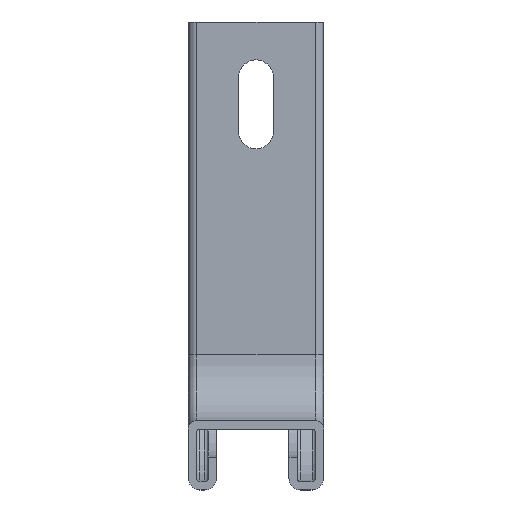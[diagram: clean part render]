
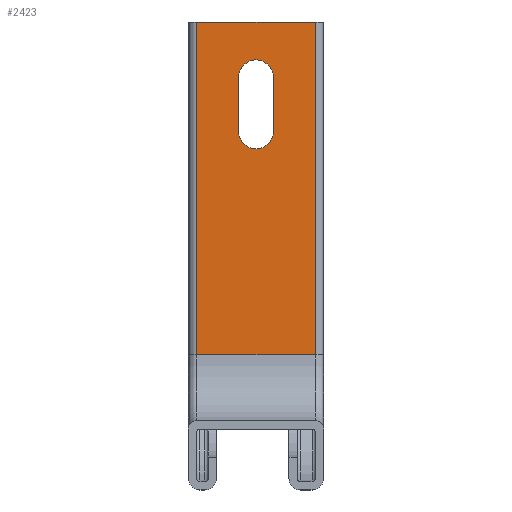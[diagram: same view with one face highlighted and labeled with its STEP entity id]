
A CAD part, front view. The second image highlights one B-rep face of the part: STEP entity #2423.
In plain terms, the highlighted planar face has unit normal (0, -1, 0).
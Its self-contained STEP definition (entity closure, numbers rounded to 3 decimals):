
#460 = EDGE_CURVE ( 'NONE', #1411, #1410, #2256, .T. ) ;
#517 = AXIS2_PLACEMENT_3D ( 'NONE', #3089, #3090, #3091 ) ;
#556 = CARTESIAN_POINT ( 'NONE',  ( 5.25, 0., 0. ) ) ;
#557 = DIRECTION ( 'NONE',  ( 0., 0., -1. ) ) ;
#560 = CARTESIAN_POINT ( 'NONE',  ( 18., 0., -101. ) ) ;
#562 = CARTESIAN_POINT ( 'NONE',  ( 0., 0., -33.25 ) ) ;
#563 = DIRECTION ( 'NONE',  ( 0., -1., 0. ) ) ;
#564 = DIRECTION ( 'NONE',  ( 1., 0., 0. ) ) ;
#565 = CARTESIAN_POINT ( 'NONE',  ( -5.25, 0., 0. ) ) ;
#566 = DIRECTION ( 'NONE',  ( 0., 0., -1. ) ) ;
#567 = CARTESIAN_POINT ( 'NONE',  ( -20.5, 0., -101. ) ) ;
#568 = DIRECTION ( 'NONE',  ( 1., 0., 0. ) ) ;
#569 = DIRECTION ( 'NONE',  ( 0., 0., 1. ) ) ;
#570 = CARTESIAN_POINT ( 'NONE',  ( -20.5, 0., 0. ) ) ;
#571 = DIRECTION ( 'NONE',  ( 1., 0., 0. ) ) ;
#572 = CARTESIAN_POINT ( 'NONE',  ( -18., 0., -101. ) ) ;
#573 = DIRECTION ( 'NONE',  ( 0., 0., -1. ) ) ;
#853 = FACE_BOUND ( 'NONE', #1697, .T. ) ;
#860 = FACE_OUTER_BOUND ( 'NONE', #1699, .T. ) ;
#983 = LINE ( 'NONE', #556, #986 ) ;
#985 = CIRCLE ( 'NONE', #3443, 5.25 ) ;
#986 = VECTOR ( 'NONE', #557, 1000. ) ;
#989 = LINE ( 'NONE', #560, #997 ) ;
#990 = LINE ( 'NONE', #565, #993 ) ;
#992 = LINE ( 'NONE', #567, #995 ) ;
#993 = VECTOR ( 'NONE', #566, 1000. ) ;
#995 = VECTOR ( 'NONE', #568, 1000. ) ;
#996 = LINE ( 'NONE', #570, #999 ) ;
#997 = VECTOR ( 'NONE', #569, 1000. ) ;
#998 = LINE ( 'NONE', #572, #1001 ) ;
#999 = VECTOR ( 'NONE', #571, 1000. ) ;
#1001 = VECTOR ( 'NONE', #573, 1000. ) ;
#1159 = CARTESIAN_POINT ( 'NONE',  ( -5.25, 0., -33.25 ) ) ;
#1165 = CARTESIAN_POINT ( 'NONE',  ( -5.25, 0., -16.75 ) ) ;
#1166 = CARTESIAN_POINT ( 'NONE',  ( 5.25, 0., -16.75 ) ) ;
#1167 = CARTESIAN_POINT ( 'NONE',  ( 18., 0., -101. ) ) ;
#1168 = CARTESIAN_POINT ( 'NONE',  ( 5.25, 0., -33.25 ) ) ;
#1170 = CARTESIAN_POINT ( 'NONE',  ( -18., 0., -101. ) ) ;
#1171 = CARTESIAN_POINT ( 'NONE',  ( -18., 0., 0. ) ) ;
#1172 = CARTESIAN_POINT ( 'NONE',  ( 18., 0., 0. ) ) ;
#1404 = VERTEX_POINT ( 'NONE', #1159 ) ;
#1410 = VERTEX_POINT ( 'NONE', #1165 ) ;
#1411 = VERTEX_POINT ( 'NONE', #1166 ) ;
#1412 = VERTEX_POINT ( 'NONE', #1167 ) ;
#1413 = VERTEX_POINT ( 'NONE', #1168 ) ;
#1415 = VERTEX_POINT ( 'NONE', #1170 ) ;
#1416 = VERTEX_POINT ( 'NONE', #1171 ) ;
#1417 = VERTEX_POINT ( 'NONE', #1172 ) ;
#1697 = EDGE_LOOP ( 'NONE', ( #2060, #2574, #2061, #2059 ) ) ;
#1699 = EDGE_LOOP ( 'NONE', ( #2058, #2051, #2049, #2065 ) ) ;
#2049 = ORIENTED_EDGE ( 'NONE', *, *, #2708, .F. ) ;
#2051 = ORIENTED_EDGE ( 'NONE', *, *, #2707, .T. ) ;
#2058 = ORIENTED_EDGE ( 'NONE', *, *, #2706, .T. ) ;
#2059 = ORIENTED_EDGE ( 'NONE', *, *, #2703, .F. ) ;
#2060 = ORIENTED_EDGE ( 'NONE', *, *, #2705, .F. ) ;
#2061 = ORIENTED_EDGE ( 'NONE', *, *, #2701, .T. ) ;
#2065 = ORIENTED_EDGE ( 'NONE', *, *, #2709, .T. ) ;
#2256 = CIRCLE ( 'NONE', #517, 5.25 ) ;
#2423 = ADVANCED_FACE ( 'NONE', ( #853, #860 ), #3193, .T. ) ;
#2499 = AXIS2_PLACEMENT_3D ( 'NONE', #3189, #3197, #3198 ) ;
#2574 = ORIENTED_EDGE ( 'NONE', *, *, #460, .F. ) ;
#2701 = EDGE_CURVE ( 'NONE', #1411, #1413, #983, .T. ) ;
#2703 = EDGE_CURVE ( 'NONE', #1404, #1413, #985, .T. ) ;
#2705 = EDGE_CURVE ( 'NONE', #1410, #1404, #990, .T. ) ;
#2706 = EDGE_CURVE ( 'NONE', #1415, #1412, #992, .T. ) ;
#2707 = EDGE_CURVE ( 'NONE', #1412, #1417, #989, .T. ) ;
#2708 = EDGE_CURVE ( 'NONE', #1416, #1417, #996, .T. ) ;
#2709 = EDGE_CURVE ( 'NONE', #1416, #1415, #998, .T. ) ;
#3089 = CARTESIAN_POINT ( 'NONE',  ( 0., 0., -16.75 ) ) ;
#3090 = DIRECTION ( 'NONE',  ( 0., -1., 0. ) ) ;
#3091 = DIRECTION ( 'NONE',  ( 1., 0., 0. ) ) ;
#3189 = CARTESIAN_POINT ( 'NONE',  ( -20.5, 0., -101. ) ) ;
#3193 = PLANE ( 'NONE',  #2499 ) ;
#3197 = DIRECTION ( 'NONE',  ( 0., -1., 0. ) ) ;
#3198 = DIRECTION ( 'NONE',  ( 1., 0., 0. ) ) ;
#3443 = AXIS2_PLACEMENT_3D ( 'NONE', #562, #563, #564 ) ;
